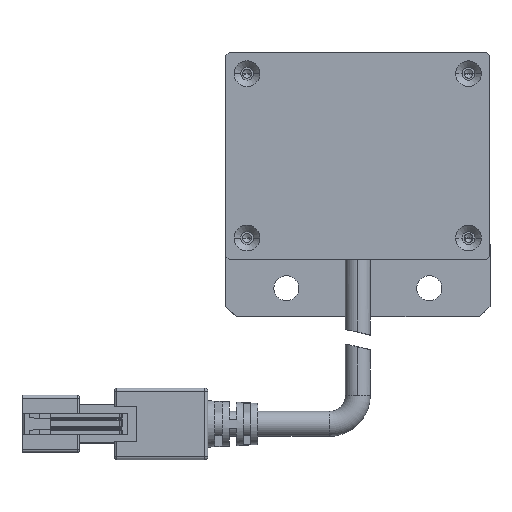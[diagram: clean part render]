
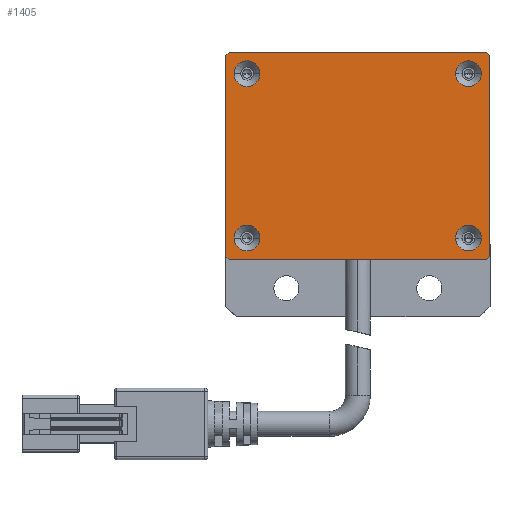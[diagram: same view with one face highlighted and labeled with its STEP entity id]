
A CAD part, top view. The second image highlights one B-rep face of the part: STEP entity #1405.
In plain terms, the highlighted planar face has unit normal (0, 0, 1).
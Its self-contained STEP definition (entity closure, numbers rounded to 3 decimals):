
#179 = EDGE_CURVE ( 'NONE', #6124, #10531, #3875, .T. ) ;
#206 = EDGE_CURVE ( 'NONE', #7162, #7053, #7879, .T. ) ;
#251 = DIRECTION ( 'NONE',  ( 1., 0., 0. ) ) ;
#456 = VERTEX_POINT ( 'NONE', #549 ) ;
#463 = CARTESIAN_POINT ( 'NONE',  ( 15.5, -11.5, 2. ) ) ;
#474 = AXIS2_PLACEMENT_3D ( 'NONE', #463, #6389, #1318 ) ;
#513 = DIRECTION ( 'NONE',  ( -0.707, 0.707, 0. ) ) ;
#529 = CARTESIAN_POINT ( 'NONE',  ( 17.3, -11.5, 2. ) ) ;
#538 = VECTOR ( 'NONE', #513, 1000. ) ;
#549 = CARTESIAN_POINT ( 'NONE',  ( 18., 14.5, 2. ) ) ;
#583 = DIRECTION ( 'NONE',  ( 1., 0., 0. ) ) ;
#600 = CARTESIAN_POINT ( 'NONE',  ( -18.5, -14., 2. ) ) ;
#674 = DIRECTION ( 'NONE',  ( 0., 0., 1. ) ) ;
#684 = VECTOR ( 'NONE', #2844, 1000. ) ;
#685 = ORIENTED_EDGE ( 'NONE', *, *, #10480, .F. ) ;
#692 = ORIENTED_EDGE ( 'NONE', *, *, #5191, .T. ) ;
#774 = EDGE_CURVE ( 'NONE', #8515, #9914, #1096, .T. ) ;
#776 = ORIENTED_EDGE ( 'NONE', *, *, #7398, .F. ) ;
#819 = CARTESIAN_POINT ( 'NONE',  ( 13.7, 11.5, 2. ) ) ;
#919 = VECTOR ( 'NONE', #5153, 1000. ) ;
#1018 = CARTESIAN_POINT ( 'NONE',  ( 15.5, 11.5, 2. ) ) ;
#1049 = EDGE_LOOP ( 'NONE', ( #7106, #685 ) ) ;
#1073 = EDGE_CURVE ( 'NONE', #2452, #8515, #1936, .T. ) ;
#1096 = LINE ( 'NONE', #5526, #2622 ) ;
#1185 = VERTEX_POINT ( 'NONE', #10756 ) ;
#1193 = EDGE_CURVE ( 'NONE', #9914, #1669, #9867, .T. ) ;
#1240 = FACE_BOUND ( 'NONE', #2998, .T. ) ;
#1318 = DIRECTION ( 'NONE',  ( 1., 0., 0. ) ) ;
#1405 = ADVANCED_FACE ( 'NONE', ( #3513, #5769, #8019, #1240, #9997 ), #9112, .T. ) ;
#1460 = CARTESIAN_POINT ( 'NONE',  ( -13.7, 11.5, 2. ) ) ;
#1487 = AXIS2_PLACEMENT_3D ( 'NONE', #3815, #9752, #4672 ) ;
#1554 = ORIENTED_EDGE ( 'NONE', *, *, #2166, .F. ) ;
#1579 = ORIENTED_EDGE ( 'NONE', *, *, #206, .F. ) ;
#1589 = DIRECTION ( 'NONE',  ( 0., 0., 1. ) ) ;
#1653 = ORIENTED_EDGE ( 'NONE', *, *, #7918, .T. ) ;
#1669 = VERTEX_POINT ( 'NONE', #10022 ) ;
#1688 = CARTESIAN_POINT ( 'NONE',  ( -15.5, 11.5, 2. ) ) ;
#1822 = CIRCLE ( 'NONE', #474, 1.8 ) ;
#1836 = EDGE_CURVE ( 'NONE', #8370, #10222, #5163, .T. ) ;
#1879 = DIRECTION ( 'NONE',  ( 1., 0., 0. ) ) ;
#1936 = LINE ( 'NONE', #6371, #6155 ) ;
#2166 = EDGE_CURVE ( 'NONE', #6627, #4508, #7265, .T. ) ;
#2222 = CIRCLE ( 'NONE', #10791, 1.8 ) ;
#2253 = DIRECTION ( 'NONE',  ( 0., 0., 1. ) ) ;
#2329 = CARTESIAN_POINT ( 'NONE',  ( -17.3, 11.5, 2. ) ) ;
#2424 = VERTEX_POINT ( 'NONE', #4224 ) ;
#2450 = DIRECTION ( 'NONE',  ( 1., 0., 0. ) ) ;
#2452 = VERTEX_POINT ( 'NONE', #10185 ) ;
#2620 = EDGE_LOOP ( 'NONE', ( #6648, #9559, #9273, #5968, #4674, #1653, #692, #8814 ) ) ;
#2622 = VECTOR ( 'NONE', #8099, 1000. ) ;
#2765 = CARTESIAN_POINT ( 'NONE',  ( 18.5, 14., 2. ) ) ;
#2844 = DIRECTION ( 'NONE',  ( -1., 0., 0. ) ) ;
#2863 = EDGE_CURVE ( 'NONE', #10531, #6124, #4614, .T. ) ;
#2998 = EDGE_LOOP ( 'NONE', ( #8647, #1579 ) ) ;
#3044 = AXIS2_PLACEMENT_3D ( 'NONE', #7332, #2253, #8177 ) ;
#3267 = AXIS2_PLACEMENT_3D ( 'NONE', #9945, #4870, #10816 ) ;
#3366 = EDGE_CURVE ( 'NONE', #7053, #7162, #1822, .T. ) ;
#3386 = AXIS2_PLACEMENT_3D ( 'NONE', #1018, #6946, #1879 ) ;
#3513 = FACE_BOUND ( 'NONE', #9836, .T. ) ;
#3598 = DIRECTION ( 'NONE',  ( 0., 0., 1. ) ) ;
#3758 = AXIS2_PLACEMENT_3D ( 'NONE', #1688, #4078, #583 ) ;
#3815 = CARTESIAN_POINT ( 'NONE',  ( -15.5, 11.5, 2. ) ) ;
#3875 = CIRCLE ( 'NONE', #3758, 1.8 ) ;
#3922 = LINE ( 'NONE', #10421, #5929 ) ;
#3995 = LINE ( 'NONE', #5614, #538 ) ;
#4017 = CARTESIAN_POINT ( 'NONE',  ( -18.25, -14.25, 2. ) ) ;
#4078 = DIRECTION ( 'NONE',  ( 0., 0., 1. ) ) ;
#4224 = CARTESIAN_POINT ( 'NONE',  ( 18., -14.5, 2. ) ) ;
#4493 = CARTESIAN_POINT ( 'NONE',  ( -18.5, 14.5, 2. ) ) ;
#4508 = VERTEX_POINT ( 'NONE', #10850 ) ;
#4614 = CIRCLE ( 'NONE', #1487, 1.8 ) ;
#4665 = DIRECTION ( 'NONE',  ( -0.707, -0.707, 0. ) ) ;
#4672 = DIRECTION ( 'NONE',  ( 1., 0., 0. ) ) ;
#4674 = ORIENTED_EDGE ( 'NONE', *, *, #1836, .T. ) ;
#4870 = DIRECTION ( 'NONE',  ( 0., 0., 1. ) ) ;
#4901 = AXIS2_PLACEMENT_3D ( 'NONE', #6659, #1589, #2450 ) ;
#5153 = DIRECTION ( 'NONE',  ( 0., 1., 0. ) ) ;
#5163 = LINE ( 'NONE', #6016, #919 ) ;
#5191 = EDGE_CURVE ( 'NONE', #456, #2452, #5202, .T. ) ;
#5202 = LINE ( 'NONE', #4493, #684 ) ;
#5526 = CARTESIAN_POINT ( 'NONE',  ( -18.5, 14.5, 2. ) ) ;
#5614 = CARTESIAN_POINT ( 'NONE',  ( 14.25, 18.25, 2. ) ) ;
#5744 = ORIENTED_EDGE ( 'NONE', *, *, #179, .F. ) ;
#5766 = CARTESIAN_POINT ( 'NONE',  ( -18.5, -14.5, 2. ) ) ;
#5769 = FACE_BOUND ( 'NONE', #1049, .T. ) ;
#5929 = VECTOR ( 'NONE', #251, 1000. ) ;
#5968 = ORIENTED_EDGE ( 'NONE', *, *, #6928, .T. ) ;
#6016 = CARTESIAN_POINT ( 'NONE',  ( 18.5, 14.5, 2. ) ) ;
#6102 = VERTEX_POINT ( 'NONE', #10749 ) ;
#6124 = VERTEX_POINT ( 'NONE', #2329 ) ;
#6155 = VECTOR ( 'NONE', #4665, 1000. ) ;
#6371 = CARTESIAN_POINT ( 'NONE',  ( -32.75, -0.25, 2. ) ) ;
#6389 = DIRECTION ( 'NONE',  ( 0., 0., 1. ) ) ;
#6402 = LINE ( 'NONE', #10577, #8420 ) ;
#6617 = DIRECTION ( 'NONE',  ( 1., 0., 0. ) ) ;
#6627 = VERTEX_POINT ( 'NONE', #819 ) ;
#6648 = ORIENTED_EDGE ( 'NONE', *, *, #774, .T. ) ;
#6659 = CARTESIAN_POINT ( 'NONE',  ( 15.5, -11.5, 2. ) ) ;
#6928 = EDGE_CURVE ( 'NONE', #2424, #8370, #6402, .T. ) ;
#6946 = DIRECTION ( 'NONE',  ( 0., 0., 1. ) ) ;
#7053 = VERTEX_POINT ( 'NONE', #529 ) ;
#7106 = ORIENTED_EDGE ( 'NONE', *, *, #10844, .F. ) ;
#7162 = VERTEX_POINT ( 'NONE', #10843 ) ;
#7176 = DIRECTION ( 'NONE',  ( 0.707, 0.707, 0. ) ) ;
#7265 = CIRCLE ( 'NONE', #3267, 1.8 ) ;
#7332 = CARTESIAN_POINT ( 'NONE',  ( -15.5, -11.5, 2. ) ) ;
#7353 = CIRCLE ( 'NONE', #3386, 1.8 ) ;
#7398 = EDGE_CURVE ( 'NONE', #4508, #6627, #7353, .T. ) ;
#7543 = CIRCLE ( 'NONE', #3044, 1.8 ) ;
#7647 = VECTOR ( 'NONE', #9932, 1000. ) ;
#7740 = CARTESIAN_POINT ( 'NONE',  ( -18.5, 14., 2. ) ) ;
#7875 = AXIS2_PLACEMENT_3D ( 'NONE', #5766, #674, #6617 ) ;
#7879 = CIRCLE ( 'NONE', #4901, 1.8 ) ;
#7918 = EDGE_CURVE ( 'NONE', #10222, #456, #3995, .T. ) ;
#8019 = FACE_BOUND ( 'NONE', #8711, .T. ) ;
#8099 = DIRECTION ( 'NONE',  ( 0., -1., 0. ) ) ;
#8177 = DIRECTION ( 'NONE',  ( 1., 0., 0. ) ) ;
#8370 = VERTEX_POINT ( 'NONE', #10518 ) ;
#8420 = VECTOR ( 'NONE', #7176, 1000. ) ;
#8515 = VERTEX_POINT ( 'NONE', #7740 ) ;
#8647 = ORIENTED_EDGE ( 'NONE', *, *, #3366, .F. ) ;
#8676 = CARTESIAN_POINT ( 'NONE',  ( -15.5, -11.5, 2. ) ) ;
#8711 = EDGE_LOOP ( 'NONE', ( #776, #1554 ) ) ;
#8814 = ORIENTED_EDGE ( 'NONE', *, *, #1073, .T. ) ;
#8899 = ORIENTED_EDGE ( 'NONE', *, *, #2863, .F. ) ;
#9112 = PLANE ( 'NONE',  #7875 ) ;
#9273 = ORIENTED_EDGE ( 'NONE', *, *, #10870, .T. ) ;
#9522 = DIRECTION ( 'NONE',  ( 1., 0., 0. ) ) ;
#9559 = ORIENTED_EDGE ( 'NONE', *, *, #1193, .T. ) ;
#9752 = DIRECTION ( 'NONE',  ( 0., 0., 1. ) ) ;
#9836 = EDGE_LOOP ( 'NONE', ( #8899, #5744 ) ) ;
#9867 = LINE ( 'NONE', #4017, #7647 ) ;
#9914 = VERTEX_POINT ( 'NONE', #600 ) ;
#9932 = DIRECTION ( 'NONE',  ( 0.707, -0.707, 0. ) ) ;
#9945 = CARTESIAN_POINT ( 'NONE',  ( 15.5, 11.5, 2. ) ) ;
#9997 = FACE_OUTER_BOUND ( 'NONE', #2620, .T. ) ;
#10022 = CARTESIAN_POINT ( 'NONE',  ( -18., -14.5, 2. ) ) ;
#10185 = CARTESIAN_POINT ( 'NONE',  ( -18., 14.5, 2. ) ) ;
#10222 = VERTEX_POINT ( 'NONE', #2765 ) ;
#10421 = CARTESIAN_POINT ( 'NONE',  ( -18.5, -14.5, 2. ) ) ;
#10480 = EDGE_CURVE ( 'NONE', #1185, #6102, #7543, .T. ) ;
#10518 = CARTESIAN_POINT ( 'NONE',  ( 18.5, -14., 2. ) ) ;
#10531 = VERTEX_POINT ( 'NONE', #1460 ) ;
#10577 = CARTESIAN_POINT ( 'NONE',  ( -0.25, -32.75, 2. ) ) ;
#10749 = CARTESIAN_POINT ( 'NONE',  ( -13.7, -11.5, 2. ) ) ;
#10756 = CARTESIAN_POINT ( 'NONE',  ( -17.3, -11.5, 2. ) ) ;
#10791 = AXIS2_PLACEMENT_3D ( 'NONE', #8676, #3598, #9522 ) ;
#10816 = DIRECTION ( 'NONE',  ( 1., 0., 0. ) ) ;
#10843 = CARTESIAN_POINT ( 'NONE',  ( 13.7, -11.5, 2. ) ) ;
#10844 = EDGE_CURVE ( 'NONE', #6102, #1185, #2222, .T. ) ;
#10850 = CARTESIAN_POINT ( 'NONE',  ( 17.3, 11.5, 2. ) ) ;
#10870 = EDGE_CURVE ( 'NONE', #1669, #2424, #3922, .T. ) ;
